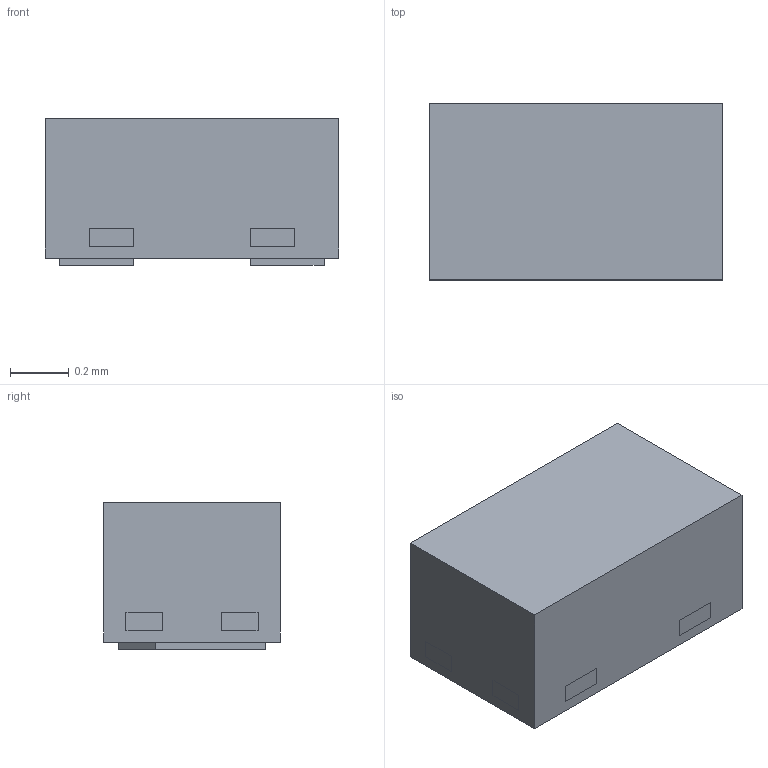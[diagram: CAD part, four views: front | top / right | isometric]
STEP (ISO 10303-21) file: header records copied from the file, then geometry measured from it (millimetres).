
FILE_DESCRIPTION((''),'2;1');
FILE_NAME('DEC0002A_ASM','2018-08-30T07:31:51',('a0412086'),(''),'CREO PARAMETRIC BY PTC INC, 2018020','CREO PARAMETRIC BY PTC INC, 2018020','');
FILE_SCHEMA(('AUTOMOTIVE_DESIGN { 1 0 10303 214 1 1 1 1 }'));
Length unit declared in the file: millimetre
Products named in the file (3): BODY-SON; FRAME-DEC0002A; DEC0002A_ASM
Assembly tree (2 placements, depth 2):
  DEC0002A_ASM
    BODY-SON
    FRAME-DEC0002A
Bounding box: 1 x 0.6 x 0.5 mm (x, y, z)
Volume: 0.3 mm3; surface area: 4.1 mm2
Topology: 3 solids, 3 shells, 78 faces, 230 edges, 152 vertices
Faces by surface type: plane 78
Entity records: 3681 total; most frequent: CARTESIAN_POINT 499, ORIENTED_EDGE 460, DIRECTION 435, PRESENTATION_STYLE_ASSIGNMENT 241, STYLED_ITEM 233, VECTOR 230, LINE 230, CURVE_STYLE 230
